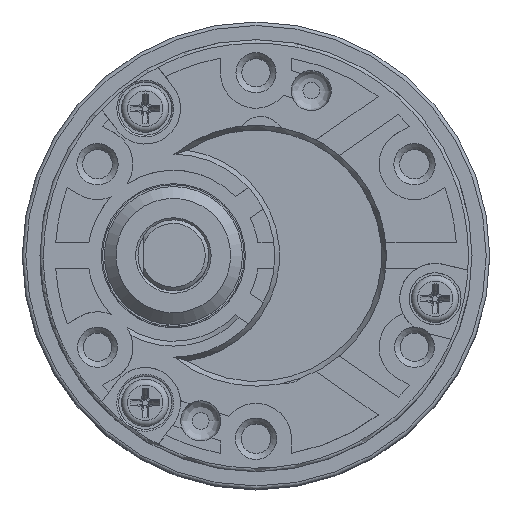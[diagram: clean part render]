
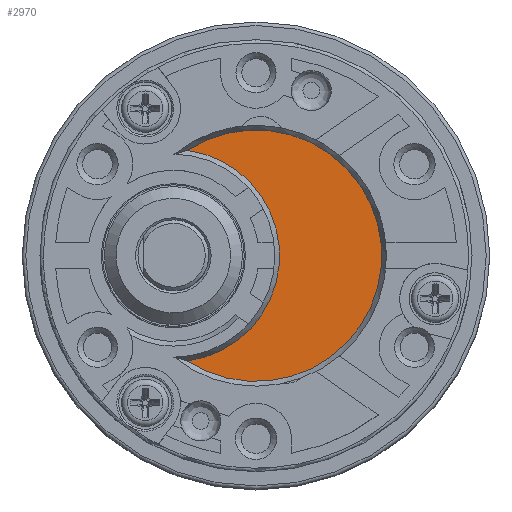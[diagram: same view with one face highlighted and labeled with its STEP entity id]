
A CAD part, top view. The second image highlights one B-rep face of the part: STEP entity #2970.
In plain terms, the highlighted planar face has unit normal (0, 0, 1).
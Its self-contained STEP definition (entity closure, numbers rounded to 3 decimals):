
#448=PLANE('',#11509);
#895=FACE_OUTER_BOUND('',#4314,.T.);
#2970=ADVANCED_FACE('',(#895),#448,.T.);
#4314=EDGE_LOOP('',(#6608,#6609));
#6608=ORIENTED_EDGE('',*,*,#9669,.F.);
#6609=ORIENTED_EDGE('',*,*,#9670,.T.);
#8333=VERTEX_POINT('',#17748);
#8334=VERTEX_POINT('',#17749);
#9669=EDGE_CURVE('',#8333,#8334,#10542,.T.);
#9670=EDGE_CURVE('',#8333,#8334,#10543,.T.);
#10542=CIRCLE('',#11507,9.);
#10543=CIRCLE('',#11508,10.65);
#11507=AXIS2_PLACEMENT_3D('',#17747,#14151,#14152);
#11508=AXIS2_PLACEMENT_3D('',#17750,#14153,#14154);
#11509=AXIS2_PLACEMENT_3D('',#17751,#14155,#14156);
#14151=DIRECTION('',(0.,0.,1.));
#14152=DIRECTION('',(-1.,0.,0.));
#14153=DIRECTION('',(0.,0.,1.));
#14154=DIRECTION('',(-1.,0.,0.));
#14155=DIRECTION('',(0.,0.,1.));
#14156=DIRECTION('',(-1.,0.,0.));
#17747=CARTESIAN_POINT('',(-7.,0.,75.2));
#17748=CARTESIAN_POINT('',(-5.816,-8.922,75.2));
#17749=CARTESIAN_POINT('',(-5.816,8.922,75.2));
#17750=CARTESIAN_POINT('',(0.,0.,
75.2));
#17751=CARTESIAN_POINT('',(-3.5,0.,75.2));
